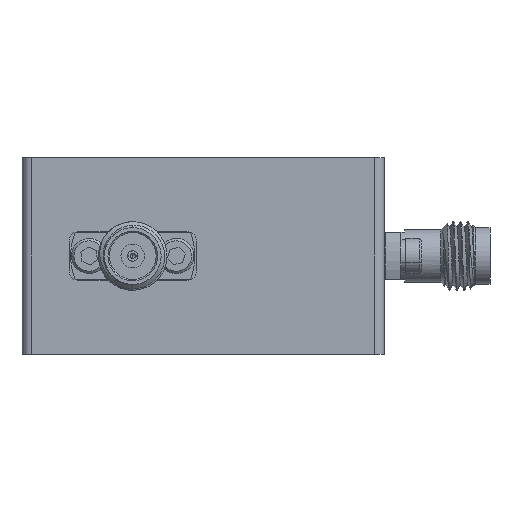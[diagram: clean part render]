
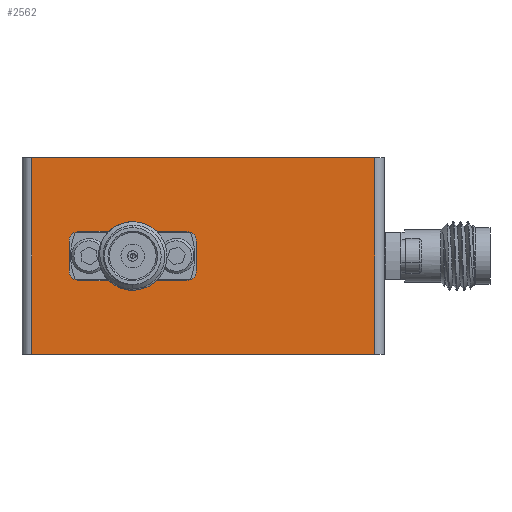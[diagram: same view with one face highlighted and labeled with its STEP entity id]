
A CAD part, left-side view. The second image highlights one B-rep face of the part: STEP entity #2562.
In plain terms, the highlighted planar face has unit normal (-1, 0, 0).
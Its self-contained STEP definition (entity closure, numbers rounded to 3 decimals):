
#1340 = ORIENTED_EDGE ( 'NONE', *, *, #2925, .F. ) ;
#1836 = DIRECTION ( 'NONE',  ( 0., -1., 0. ) ) ;
#2045 = PLANE ( 'NONE',  #31643 ) ;
#2110 = VERTEX_POINT ( 'NONE', #17201 ) ;
#2193 = DIRECTION ( 'NONE',  ( 0., 0., 1. ) ) ;
#2489 = DIRECTION ( 'NONE',  ( 0., 0., -1. ) ) ;
#2562 = ADVANCED_FACE ( 'NONE', ( #33788, #25586 ), #2045, .F. ) ;
#2814 = EDGE_CURVE ( 'NONE', #6279, #3745, #5489, .T. ) ;
#2877 = DIRECTION ( 'NONE',  ( -1., 0., 0. ) ) ;
#2908 = ORIENTED_EDGE ( 'NONE', *, *, #19642, .F. ) ;
#2925 = EDGE_CURVE ( 'NONE', #17091, #10775, #23477, .T. ) ;
#3488 = VECTOR ( 'NONE', #14806, 1000. ) ;
#3563 = VECTOR ( 'NONE', #18729, 1000. ) ;
#3745 = VERTEX_POINT ( 'NONE', #11529 ) ;
#4083 = ORIENTED_EDGE ( 'NONE', *, *, #29201, .F. ) ;
#4781 = DIRECTION ( 'NONE',  ( 1., 0., 0. ) ) ;
#5292 = CARTESIAN_POINT ( 'NONE',  ( -21.5, 13.7, 0. ) ) ;
#5489 = CIRCLE ( 'NONE', #14201, 1. ) ;
#5735 = CARTESIAN_POINT ( 'NONE',  ( -21.5, -2.1, -11.5 ) ) ;
#5899 = DIRECTION ( 'NONE',  ( 0., -1., 0. ) ) ;
#6279 = VERTEX_POINT ( 'NONE', #9610 ) ;
#6795 = CARTESIAN_POINT ( 'NONE',  ( -21.5, -2.1, -8.5 ) ) ;
#7354 = EDGE_CURVE ( 'NONE', #11992, #6279, #9526, .T. ) ;
#7828 = CARTESIAN_POINT ( 'NONE',  ( -21.5, 13.7, 0. ) ) ;
#8525 = VERTEX_POINT ( 'NONE', #25381 ) ;
#8610 = EDGE_CURVE ( 'NONE', #15306, #25262, #23505, .T. ) ;
#9526 = LINE ( 'NONE', #18511, #3488 ) ;
#9610 = CARTESIAN_POINT ( 'NONE',  ( -21.5, -3.1, -8.5 ) ) ;
#10253 = EDGE_CURVE ( 'NONE', #10775, #8525, #22233, .T. ) ;
#10406 = AXIS2_PLACEMENT_3D ( 'NONE', #14148, #24551, #1836 ) ;
#10716 = CARTESIAN_POINT ( 'NONE',  ( -21.5, 13.7, 0. ) ) ;
#10738 = VECTOR ( 'NONE', #21284, 1000. ) ;
#10740 = CARTESIAN_POINT ( 'NONE',  ( -21.5, 8.9, -7.5 ) ) ;
#10775 = VERTEX_POINT ( 'NONE', #18371 ) ;
#11484 = VECTOR ( 'NONE', #32650, 1000. ) ;
#11529 = CARTESIAN_POINT ( 'NONE',  ( -21.5, -2.1, -7.5 ) ) ;
#11650 = EDGE_LOOP ( 'NONE', ( #31543, #14902, #4083, #25395, #1340, #30630, #20114, #2908 ) ) ;
#11992 = VERTEX_POINT ( 'NONE', #19955 ) ;
#12063 = CARTESIAN_POINT ( 'NONE',  ( -21.5, -21.3, -20. ) ) ;
#12805 = DIRECTION ( 'NONE',  ( 0., 1., 0. ) ) ;
#13112 = CARTESIAN_POINT ( 'NONE',  ( -21.5, 13.7, -20. ) ) ;
#14148 = CARTESIAN_POINT ( 'NONE',  ( -21.5, 8.9, -11.5 ) ) ;
#14201 = AXIS2_PLACEMENT_3D ( 'NONE', #6795, #32559, #24715 ) ;
#14806 = DIRECTION ( 'NONE',  ( 0., 0., 1. ) ) ;
#14902 = ORIENTED_EDGE ( 'NONE', *, *, #7354, .F. ) ;
#15306 = VERTEX_POINT ( 'NONE', #5292 ) ;
#15795 = LINE ( 'NONE', #21244, #17839 ) ;
#16366 = VECTOR ( 'NONE', #33127, 1000. ) ;
#17091 = VERTEX_POINT ( 'NONE', #25723 ) ;
#17179 = ORIENTED_EDGE ( 'NONE', *, *, #17194, .T. ) ;
#17194 = EDGE_CURVE ( 'NONE', #2110, #18079, #31354, .T. ) ;
#17201 = CARTESIAN_POINT ( 'NONE',  ( -21.5, 13.7, -20. ) ) ;
#17806 = EDGE_CURVE ( 'NONE', #2110, #15306, #33419, .T. ) ;
#17839 = VECTOR ( 'NONE', #2489, 1000. ) ;
#18004 = EDGE_CURVE ( 'NONE', #32969, #26832, #22743, .T. ) ;
#18079 = VERTEX_POINT ( 'NONE', #12063 ) ;
#18260 = CARTESIAN_POINT ( 'NONE',  ( -21.5, 13.7, 0. ) ) ;
#18371 = CARTESIAN_POINT ( 'NONE',  ( -21.5, 8.9, -12.5 ) ) ;
#18511 = CARTESIAN_POINT ( 'NONE',  ( -21.5, -3.1, 0. ) ) ;
#18729 = DIRECTION ( 'NONE',  ( 0., -1., 0. ) ) ;
#18967 = AXIS2_PLACEMENT_3D ( 'NONE', #23857, #2877, #28983 ) ;
#19349 = CARTESIAN_POINT ( 'NONE',  ( -21.5, 13.7, -12.5 ) ) ;
#19642 = EDGE_CURVE ( 'NONE', #3745, #32969, #22247, .T. ) ;
#19955 = CARTESIAN_POINT ( 'NONE',  ( -21.5, -3.1, -11.5 ) ) ;
#20114 = ORIENTED_EDGE ( 'NONE', *, *, #18004, .F. ) ;
#20174 = EDGE_CURVE ( 'NONE', #25262, #18079, #20507, .T. ) ;
#20507 = LINE ( 'NONE', #30735, #16366 ) ;
#21244 = CARTESIAN_POINT ( 'NONE',  ( -21.5, 9.9, 0. ) ) ;
#21284 = DIRECTION ( 'NONE',  ( 0., -1., 0. ) ) ;
#21292 = ORIENTED_EDGE ( 'NONE', *, *, #17806, .F. ) ;
#21866 = ORIENTED_EDGE ( 'NONE', *, *, #8610, .F. ) ;
#22186 = CIRCLE ( 'NONE', #27101, 1. ) ;
#22233 = LINE ( 'NONE', #19349, #11484 ) ;
#22247 = LINE ( 'NONE', #32828, #22280 ) ;
#22280 = VECTOR ( 'NONE', #32663, 1000. ) ;
#22611 = EDGE_LOOP ( 'NONE', ( #28876, #21866, #21292, #17179 ) ) ;
#22743 = CIRCLE ( 'NONE', #18967, 1. ) ;
#23477 = CIRCLE ( 'NONE', #10406, 1. ) ;
#23505 = LINE ( 'NONE', #10716, #3563 ) ;
#23842 = VECTOR ( 'NONE', #2193, 1000. ) ;
#23857 = CARTESIAN_POINT ( 'NONE',  ( -21.5, 8.9, -8.5 ) ) ;
#24551 = DIRECTION ( 'NONE',  ( -1., 0., 0. ) ) ;
#24715 = DIRECTION ( 'NONE',  ( 0., -1., 0. ) ) ;
#25262 = VERTEX_POINT ( 'NONE', #26406 ) ;
#25381 = CARTESIAN_POINT ( 'NONE',  ( -21.5, -2.1, -12.5 ) ) ;
#25395 = ORIENTED_EDGE ( 'NONE', *, *, #10253, .F. ) ;
#25586 = FACE_BOUND ( 'NONE', #11650, .T. ) ;
#25723 = CARTESIAN_POINT ( 'NONE',  ( -21.5, 9.9, -11.5 ) ) ;
#26406 = CARTESIAN_POINT ( 'NONE',  ( -21.5, -21.3, 0. ) ) ;
#26832 = VERTEX_POINT ( 'NONE', #27409 ) ;
#27045 = DIRECTION ( 'NONE',  ( -1., 0., 0. ) ) ;
#27101 = AXIS2_PLACEMENT_3D ( 'NONE', #5735, #27045, #5899 ) ;
#27409 = CARTESIAN_POINT ( 'NONE',  ( -21.5, 9.9, -8.5 ) ) ;
#28876 = ORIENTED_EDGE ( 'NONE', *, *, #20174, .F. ) ;
#28983 = DIRECTION ( 'NONE',  ( 0., -1., 0. ) ) ;
#29025 = EDGE_CURVE ( 'NONE', #26832, #17091, #15795, .T. ) ;
#29201 = EDGE_CURVE ( 'NONE', #8525, #11992, #22186, .T. ) ;
#30630 = ORIENTED_EDGE ( 'NONE', *, *, #29025, .F. ) ;
#30735 = CARTESIAN_POINT ( 'NONE',  ( -21.5, -21.3, 0. ) ) ;
#31354 = LINE ( 'NONE', #13112, #10738 ) ;
#31543 = ORIENTED_EDGE ( 'NONE', *, *, #2814, .F. ) ;
#31643 = AXIS2_PLACEMENT_3D ( 'NONE', #18260, #4781, #12805 ) ;
#32559 = DIRECTION ( 'NONE',  ( -1., 0., 0. ) ) ;
#32650 = DIRECTION ( 'NONE',  ( 0., -1., 0. ) ) ;
#32663 = DIRECTION ( 'NONE',  ( 0., 1., 0. ) ) ;
#32828 = CARTESIAN_POINT ( 'NONE',  ( -21.5, 13.7, -7.5 ) ) ;
#32969 = VERTEX_POINT ( 'NONE', #10740 ) ;
#33127 = DIRECTION ( 'NONE',  ( 0., 0., -1. ) ) ;
#33419 = LINE ( 'NONE', #7828, #23842 ) ;
#33788 = FACE_OUTER_BOUND ( 'NONE', #22611, .T. ) ;
